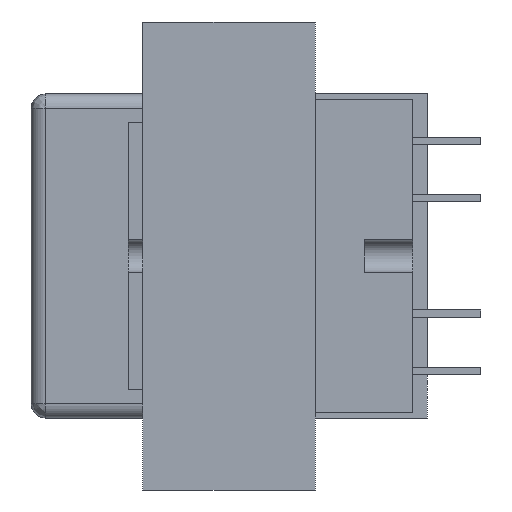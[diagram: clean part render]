
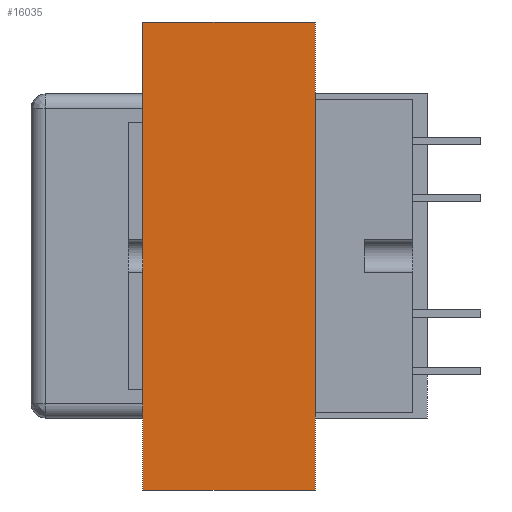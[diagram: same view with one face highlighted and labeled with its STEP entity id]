
A CAD part, left-side view. The second image highlights one B-rep face of the part: STEP entity #16035.
In plain terms, the highlighted planar face has unit normal (-1, 0, 0).
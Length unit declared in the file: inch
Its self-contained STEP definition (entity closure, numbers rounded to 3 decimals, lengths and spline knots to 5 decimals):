
#567 = FACE_OUTER_BOUND ( 'NONE', #7950, .T. ) ;
#928 = CARTESIAN_POINT ( 'NONE',  ( -0.656, 0., 0.8125 ) ) ;
#1783 = EDGE_CURVE ( 'NONE', #9694, #2319, #11072, .T. ) ;
#1819 = LINE ( 'NONE', #9664, #8432 ) ;
#2319 = VERTEX_POINT ( 'NONE', #3124 ) ;
#3124 = CARTESIAN_POINT ( 'NONE',  ( -0.656, 0., -0.8125 ) ) ;
#5211 = CARTESIAN_POINT ( 'NONE',  ( -0.656, 0., 0.8125 ) ) ;
#6186 = ORIENTED_EDGE ( 'NONE', *, *, #9944, .F. ) ;
#7096 = CARTESIAN_POINT ( 'NONE',  ( -0.656, 0.6, 0.8125 ) ) ;
#7665 = VERTEX_POINT ( 'NONE', #14173 ) ;
#7720 = PLANE ( 'NONE',  #16754 ) ;
#7836 = CARTESIAN_POINT ( 'NONE',  ( -0.656, 0.6, 0.8125 ) ) ;
#7950 = EDGE_LOOP ( 'NONE', ( #16899, #6186, #12234, #10747 ) ) ;
#8432 = VECTOR ( 'NONE', #16322, 39.37008 ) ;
#9152 = DIRECTION ( 'NONE',  ( 0., 0., -1. ) ) ;
#9664 = CARTESIAN_POINT ( 'NONE',  ( -0.656, 0.6, -0.8125 ) ) ;
#9694 = VERTEX_POINT ( 'NONE', #928 ) ;
#9944 = EDGE_CURVE ( 'NONE', #7665, #14921, #11283, .T. ) ;
#10661 = VECTOR ( 'NONE', #11827, 39.37008 ) ;
#10747 = ORIENTED_EDGE ( 'NONE', *, *, #1783, .F. ) ;
#10878 = VECTOR ( 'NONE', #15095, 39.37008 ) ;
#10920 = VECTOR ( 'NONE', #16782, 39.37008 ) ;
#11072 = LINE ( 'NONE', #5211, #10661 ) ;
#11169 = CARTESIAN_POINT ( 'NONE',  ( -0.656, 0.6, 0.8125 ) ) ;
#11283 = LINE ( 'NONE', #13749, #10878 ) ;
#11827 = DIRECTION ( 'NONE',  ( 0., 0., -1. ) ) ;
#12234 = ORIENTED_EDGE ( 'NONE', *, *, #16192, .F. ) ;
#12785 = LINE ( 'NONE', #11169, #10920 ) ;
#13749 = CARTESIAN_POINT ( 'NONE',  ( -0.656, 0.6, 0.8125 ) ) ;
#14173 = CARTESIAN_POINT ( 'NONE',  ( -0.656, 0.6, -0.8125 ) ) ;
#14921 = VERTEX_POINT ( 'NONE', #7096 ) ;
#15095 = DIRECTION ( 'NONE',  ( 0., 0., 1. ) ) ;
#16035 = ADVANCED_FACE ( 'NONE', ( #567 ), #7720, .F. ) ;
#16192 = EDGE_CURVE ( 'NONE', #2319, #7665, #1819, .T. ) ;
#16322 = DIRECTION ( 'NONE',  ( 0., 1., 0. ) ) ;
#16754 = AXIS2_PLACEMENT_3D ( 'NONE', #7836, #17163, #9152 ) ;
#16782 = DIRECTION ( 'NONE',  ( 0., -1., 0. ) ) ;
#16812 = EDGE_CURVE ( 'NONE', #14921, #9694, #12785, .T. ) ;
#16899 = ORIENTED_EDGE ( 'NONE', *, *, #16812, .F. ) ;
#17163 = DIRECTION ( 'NONE',  ( 1., 0., 0. ) ) ;
